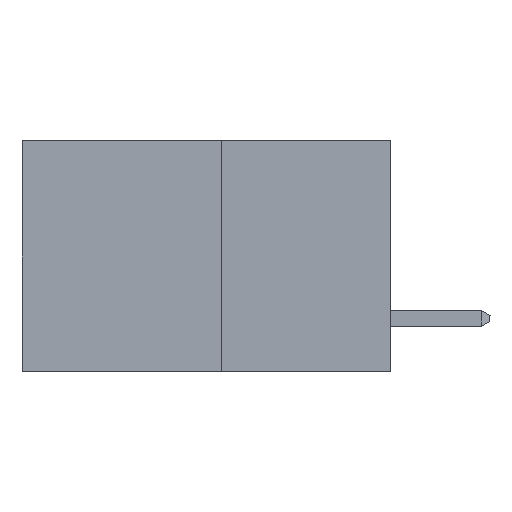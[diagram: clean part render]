
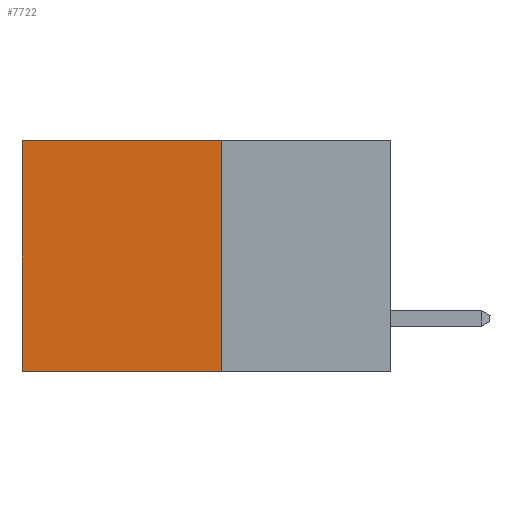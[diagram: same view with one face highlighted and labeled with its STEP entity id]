
A CAD part, left-side view. The second image highlights one B-rep face of the part: STEP entity #7722.
In plain terms, the highlighted planar face has unit normal (-1, 0, 0).
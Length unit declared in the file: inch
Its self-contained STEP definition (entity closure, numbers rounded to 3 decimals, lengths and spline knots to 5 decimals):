
#373 = FACE_OUTER_BOUND ( 'NONE', #7101, .T. ) ;
#1310 = EDGE_CURVE ( 'NONE', #7199, #9168, #6969, .T. ) ;
#1630 = LINE ( 'NONE', #4021, #6045 ) ;
#2241 = CARTESIAN_POINT ( 'NONE',  ( 0.277, 0.27, -0.37 ) ) ;
#2334 = CARTESIAN_POINT ( 'NONE',  ( 0.277, 0.27, 0. ) ) ;
#2376 = VECTOR ( 'NONE', #10465, 39.37008 ) ;
#2549 = AXIS2_PLACEMENT_3D ( 'NONE', #2241, #7921, #3089 ) ;
#2681 = VERTEX_POINT ( 'NONE', #5732 ) ;
#2949 = EDGE_CURVE ( 'NONE', #7199, #2681, #10549, .T. ) ;
#3089 = DIRECTION ( 'NONE',  ( 0., 0., -1. ) ) ;
#3127 = DIRECTION ( 'NONE',  ( 0., 0., -1. ) ) ;
#3311 = CARTESIAN_POINT ( 'NONE',  ( 0.277, 0.27, -0.37 ) ) ;
#4021 = CARTESIAN_POINT ( 'NONE',  ( 0.277, 0.59, -0.37 ) ) ;
#4036 = ORIENTED_EDGE ( 'NONE', *, *, #6790, .F. ) ;
#4149 = CARTESIAN_POINT ( 'NONE',  ( 0.277, 0.59, -0.37 ) ) ;
#4204 = ORIENTED_EDGE ( 'NONE', *, *, #1310, .T. ) ;
#4342 = ORIENTED_EDGE ( 'NONE', *, *, #2949, .F. ) ;
#5732 = CARTESIAN_POINT ( 'NONE',  ( 0.277, 0.27, -0.37 ) ) ;
#5890 = ORIENTED_EDGE ( 'NONE', *, *, #7802, .T. ) ;
#5944 = VECTOR ( 'NONE', #6570, 39.37008 ) ;
#6045 = VECTOR ( 'NONE', #8805, 39.37008 ) ;
#6570 = DIRECTION ( 'NONE',  ( 0., 1., 0. ) ) ;
#6777 = VERTEX_POINT ( 'NONE', #4149 ) ;
#6790 = EDGE_CURVE ( 'NONE', #2681, #6777, #10420, .T. ) ;
#6969 = LINE ( 'NONE', #10358, #2376 ) ;
#7101 = EDGE_LOOP ( 'NONE', ( #5890, #4036, #4342, #4204 ) ) ;
#7114 = PLANE ( 'NONE',  #2549 ) ;
#7199 = VERTEX_POINT ( 'NONE', #2334 ) ;
#7722 = ADVANCED_FACE ( 'NONE', ( #373 ), #7114, .F. ) ;
#7802 = EDGE_CURVE ( 'NONE', #9168, #6777, #1630, .T. ) ;
#7921 = DIRECTION ( 'NONE',  ( 1., 0., 0. ) ) ;
#8434 = VECTOR ( 'NONE', #3127, 39.37008 ) ;
#8805 = DIRECTION ( 'NONE',  ( 0., 0., -1. ) ) ;
#8930 = CARTESIAN_POINT ( 'NONE',  ( 0.277, 0.27, -0.37 ) ) ;
#9017 = CARTESIAN_POINT ( 'NONE',  ( 0.277, 0.59, 0. ) ) ;
#9168 = VERTEX_POINT ( 'NONE', #9017 ) ;
#10358 = CARTESIAN_POINT ( 'NONE',  ( 0.277, 0.27, 0. ) ) ;
#10420 = LINE ( 'NONE', #8930, #5944 ) ;
#10465 = DIRECTION ( 'NONE',  ( 0., 1., 0. ) ) ;
#10549 = LINE ( 'NONE', #3311, #8434 ) ;
